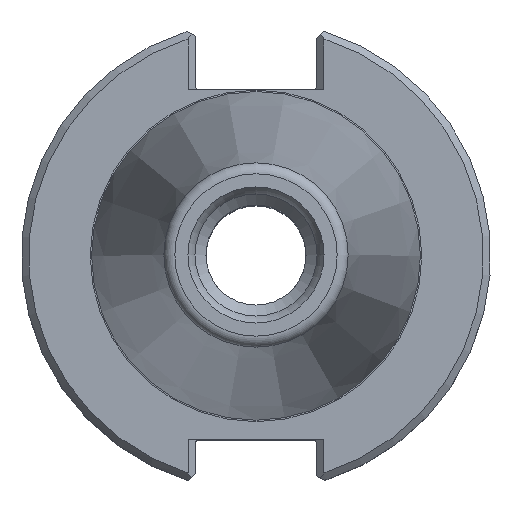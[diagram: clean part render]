
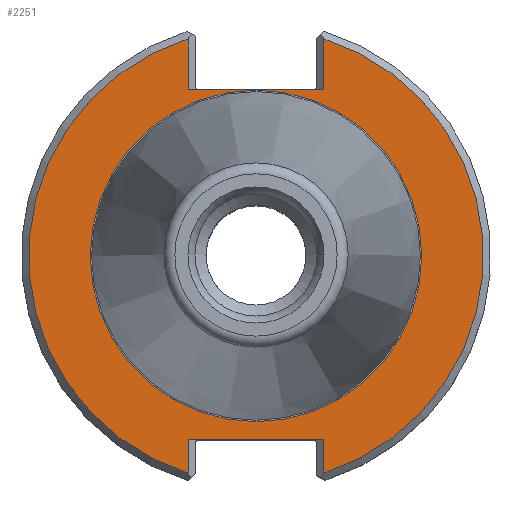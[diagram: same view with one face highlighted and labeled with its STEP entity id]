
A CAD part, top view. The second image highlights one B-rep face of the part: STEP entity #2251.
In plain terms, the highlighted planar face has unit normal (0, 0, 1).
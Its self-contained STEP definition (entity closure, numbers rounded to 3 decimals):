
#56=LINE('',#3434,#121);
#59=LINE('',#3445,#124);
#78=LINE('',#3528,#143);
#80=LINE('',#3544,#145);
#81=LINE('',#3546,#146);
#82=LINE('',#3548,#147);
#121=VECTOR('',#2709,1000.);
#124=VECTOR('',#2714,1000.);
#143=VECTOR('',#2761,1000.);
#145=VECTOR('',#2771,1000.);
#146=VECTOR('',#2772,1000.);
#147=VECTOR('',#2773,1000.);
#263=PLANE('',#2411);
#657=ORIENTED_EDGE('',*,*,#891,.T.);
#658=ORIENTED_EDGE('',*,*,#886,.T.);
#659=ORIENTED_EDGE('',*,*,#916,.F.);
#660=ORIENTED_EDGE('',*,*,#882,.T.);
#661=ORIENTED_EDGE('',*,*,#908,.T.);
#662=ORIENTED_EDGE('',*,*,#921,.T.);
#663=ORIENTED_EDGE('',*,*,#922,.F.);
#664=ORIENTED_EDGE('',*,*,#923,.T.);
#665=ORIENTED_EDGE('',*,*,#880,.F.);
#880=EDGE_CURVE('',#1061,#1061,#1156,.T.);
#882=EDGE_CURVE('',#1063,#1062,#56,.T.);
#886=EDGE_CURVE('',#1064,#1065,#59,.T.);
#891=EDGE_CURVE('',#1068,#1064,#1157,.T.);
#908=EDGE_CURVE('',#1062,#1079,#1158,.T.);
#916=EDGE_CURVE('',#1063,#1065,#78,.T.);
#921=EDGE_CURVE('',#1079,#1086,#80,.T.);
#922=EDGE_CURVE('',#1087,#1086,#81,.T.);
#923=EDGE_CURVE('',#1087,#1068,#82,.T.);
#1061=VERTEX_POINT('',#3427);
#1062=VERTEX_POINT('',#3433);
#1063=VERTEX_POINT('',#3435);
#1064=VERTEX_POINT('',#3442);
#1065=VERTEX_POINT('',#3444);
#1068=VERTEX_POINT('',#3460);
#1079=VERTEX_POINT('',#3506);
#1086=VERTEX_POINT('',#3545);
#1087=VERTEX_POINT('',#3547);
#1156=CIRCLE('',#2391,22.413);
#1157=CIRCLE('',#2396,30.75);
#1158=CIRCLE('',#2403,30.75);
#1284=EDGE_LOOP('',(#657,#658,#659,#660,#661,#662,#663,#664));
#1285=EDGE_LOOP('',(#665));
#1426=FACE_BOUND('',#1284,.T.);
#1427=FACE_BOUND('',#1285,.T.);
#2251=ADVANCED_FACE('',(#1426,#1427),#263,.T.);
#2391=AXIS2_PLACEMENT_3D('',#3426,#2705,#2706);
#2396=AXIS2_PLACEMENT_3D('',#3461,#2721,#2722);
#2403=AXIS2_PLACEMENT_3D('',#3507,#2747,#2748);
#2411=AXIS2_PLACEMENT_3D('',#3543,#2769,#2770);
#2705=DIRECTION('',(0.,0.,1.));
#2706=DIRECTION('',(1.,0.,0.));
#2709=DIRECTION('',(0.,-1.,0.));
#2714=DIRECTION('',(0.,1.,0.));
#2721=DIRECTION('',(0.,0.,1.));
#2722=DIRECTION('',(1.,0.,0.));
#2747=DIRECTION('',(0.,0.,1.));
#2748=DIRECTION('',(1.,0.,0.));
#2761=DIRECTION('',(-1.,0.,0.));
#2769=DIRECTION('',(0.,0.,1.));
#2770=DIRECTION('',(1.,0.,0.));
#2771=DIRECTION('',(0.,-1.,0.));
#2772=DIRECTION('',(1.,0.,0.));
#2773=DIRECTION('',(0.,1.,0.));
#3426=CARTESIAN_POINT('',(0.,0.,-3.17));
#3427=CARTESIAN_POINT('',(22.413,0.,-3.17));
#3433=CARTESIAN_POINT('',(9.19,-29.345,-3.17));
#3434=CARTESIAN_POINT('',(9.19,-30.831,-3.17));
#3435=CARTESIAN_POINT('',(9.19,-24.87,-3.17));
#3442=CARTESIAN_POINT('',(-9.19,-29.345,-3.17));
#3444=CARTESIAN_POINT('',(-9.19,-24.87,-3.17));
#3445=CARTESIAN_POINT('',(-9.19,-24.87,-3.17));
#3460=CARTESIAN_POINT('',(-9.19,29.345,-3.17));
#3461=CARTESIAN_POINT('',(0.,0.,-3.17));
#3506=CARTESIAN_POINT('',(9.19,29.345,-3.17));
#3507=CARTESIAN_POINT('',(0.,0.,-3.17));
#3528=CARTESIAN_POINT('',(8.19,-24.87,-3.17));
#3543=CARTESIAN_POINT('',(22.413,0.,-3.17));
#3544=CARTESIAN_POINT('',(9.19,22.46,-3.17));
#3545=CARTESIAN_POINT('',(9.19,22.46,-3.17));
#3546=CARTESIAN_POINT('',(-8.19,22.46,-3.17));
#3547=CARTESIAN_POINT('',(-9.19,22.46,-3.17));
#3548=CARTESIAN_POINT('',(-9.19,30.831,-3.17));
